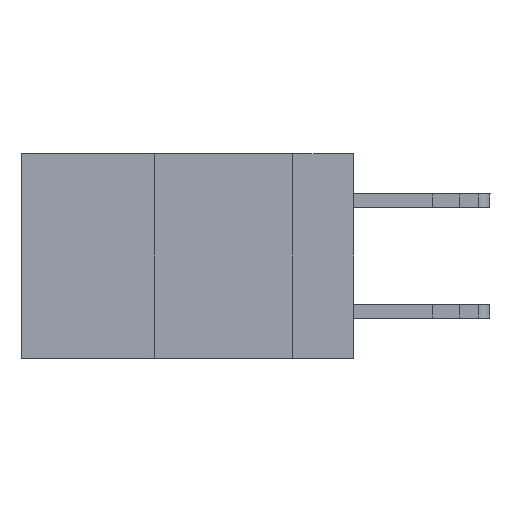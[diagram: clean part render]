
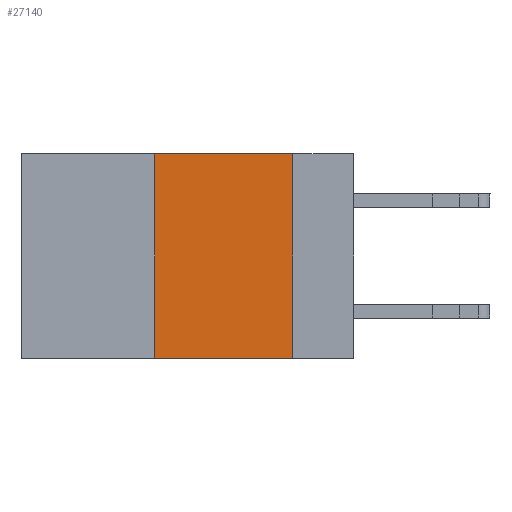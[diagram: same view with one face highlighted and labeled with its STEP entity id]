
A CAD part, left-side view. The second image highlights one B-rep face of the part: STEP entity #27140.
In plain terms, the highlighted planar face has unit normal (-1, 0, 0).
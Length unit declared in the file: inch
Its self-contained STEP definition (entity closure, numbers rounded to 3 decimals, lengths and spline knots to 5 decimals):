
#1717 = DIRECTION ( 'NONE',  ( 0., -1., 0. ) ) ;
#2127 = CARTESIAN_POINT ( 'NONE',  ( 0., 0.6, 0. ) ) ;
#2181 = PLANE ( 'NONE',  #18909 ) ;
#2956 = VECTOR ( 'NONE', #15760, 39.37008 ) ;
#3163 = EDGE_CURVE ( 'NONE', #12961, #4649, #26074, .T. ) ;
#3244 = VECTOR ( 'NONE', #9482, 39.37008 ) ;
#3386 = VECTOR ( 'NONE', #25126, 39.37008 ) ;
#4649 = VERTEX_POINT ( 'NONE', #7340 ) ;
#5829 = CARTESIAN_POINT ( 'NONE',  ( 0., 0.36, 0. ) ) ;
#7089 = FACE_OUTER_BOUND ( 'NONE', #28293, .T. ) ;
#7240 = CARTESIAN_POINT ( 'NONE',  ( 0., 0.6, -0.37 ) ) ;
#7340 = CARTESIAN_POINT ( 'NONE',  ( 0., 0.11, -0.37 ) ) ;
#9419 = ORIENTED_EDGE ( 'NONE', *, *, #31899, .F. ) ;
#9482 = DIRECTION ( 'NONE',  ( 0., 0., -1. ) ) ;
#10151 = DIRECTION ( 'NONE',  ( 1., 0., 0. ) ) ;
#10212 = CARTESIAN_POINT ( 'NONE',  ( 0., 0.11, 0. ) ) ;
#11598 = ORIENTED_EDGE ( 'NONE', *, *, #25763, .T. ) ;
#12961 = VERTEX_POINT ( 'NONE', #10212 ) ;
#14534 = VERTEX_POINT ( 'NONE', #17820 ) ;
#15419 = VECTOR ( 'NONE', #1717, 39.37008 ) ;
#15506 = LINE ( 'NONE', #2127, #2956 ) ;
#15760 = DIRECTION ( 'NONE',  ( 0., -1., 0. ) ) ;
#17820 = CARTESIAN_POINT ( 'NONE',  ( 0., 0.36, -0.37 ) ) ;
#18909 = AXIS2_PLACEMENT_3D ( 'NONE', #35272, #10151, #29611 ) ;
#20270 = ORIENTED_EDGE ( 'NONE', *, *, #31648, .F. ) ;
#20432 = ORIENTED_EDGE ( 'NONE', *, *, #3163, .F. ) ;
#24483 = LINE ( 'NONE', #7240, #15419 ) ;
#25126 = DIRECTION ( 'NONE',  ( 0., 0., 1. ) ) ;
#25363 = CARTESIAN_POINT ( 'NONE',  ( 0., 0.36, 0. ) ) ;
#25763 = EDGE_CURVE ( 'NONE', #14534, #4649, #24483, .T. ) ;
#26074 = LINE ( 'NONE', #33275, #3244 ) ;
#27140 = ADVANCED_FACE ( 'NONE', ( #7089 ), #2181, .F. ) ;
#28293 = EDGE_LOOP ( 'NONE', ( #20432, #20270, #9419, #11598 ) ) ;
#29611 = DIRECTION ( 'NONE',  ( 0., 0., -1. ) ) ;
#30065 = LINE ( 'NONE', #5829, #3386 ) ;
#30784 = VERTEX_POINT ( 'NONE', #25363 ) ;
#31648 = EDGE_CURVE ( 'NONE', #30784, #12961, #15506, .T. ) ;
#31899 = EDGE_CURVE ( 'NONE', #14534, #30784, #30065, .T. ) ;
#33275 = CARTESIAN_POINT ( 'NONE',  ( 0., 0.11, 0. ) ) ;
#35272 = CARTESIAN_POINT ( 'NONE',  ( 0., 0.6, 0. ) ) ;
